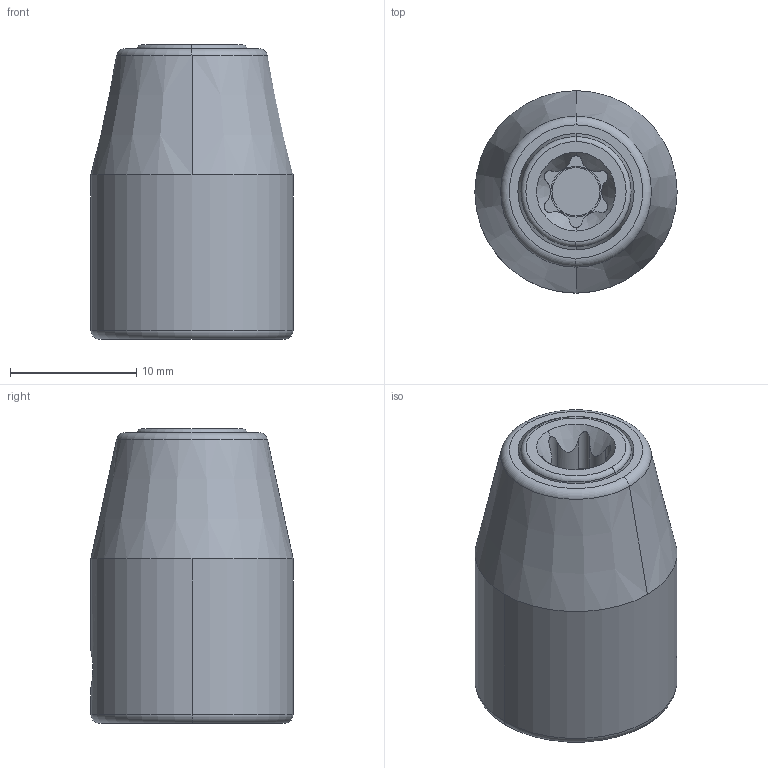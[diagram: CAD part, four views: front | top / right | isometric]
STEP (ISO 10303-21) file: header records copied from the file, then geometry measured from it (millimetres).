
FILE_DESCRIPTION((''),'2;1');
FILE_NAME('4027118056_ASM','2023-09-25T15:50:22',('a00565553'),(''),'CREO PARAMETRIC BY PTC INC, 2022414','CREO PARAMETRIC BY PTC INC, 2022414','');
FILE_SCHEMA(('CONFIG_CONTROL_DESIGN','GEOMETRIC_VALIDATION_PROPERTIES_MIM'));
Length unit declared in the file: millimetre
Products named in the file (3): 4027118006; 4027299350; 4027118056_ASM
Assembly tree (2 placements, depth 2):
  4027118056_ASM
    4027118006
    4027299350
Bounding box: 16 x 16 x 23.3 mm (x, y, z)
Volume: 3203.2 mm3; surface area: 3594.4 mm2
Topology: 3 solids, 3 shells, 81 faces, 212 edges, 136 vertices
Faces by surface type: cylinder 39, plane 18, cone 14, torus 10
Entity records: 3250 total; most frequent: CARTESIAN_POINT 856, DIRECTION 436, ORIENTED_EDGE 424, EDGE_CURVE 212, AXIS2_PLACEMENT_3D 185, VERTEX_POINT 136, CIRCLE 99, EDGE_LOOP 90
